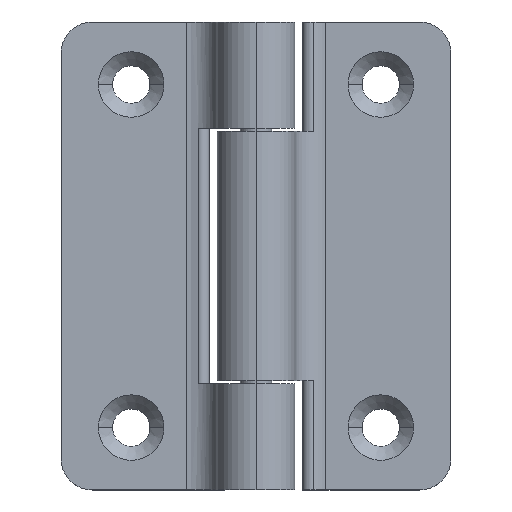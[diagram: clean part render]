
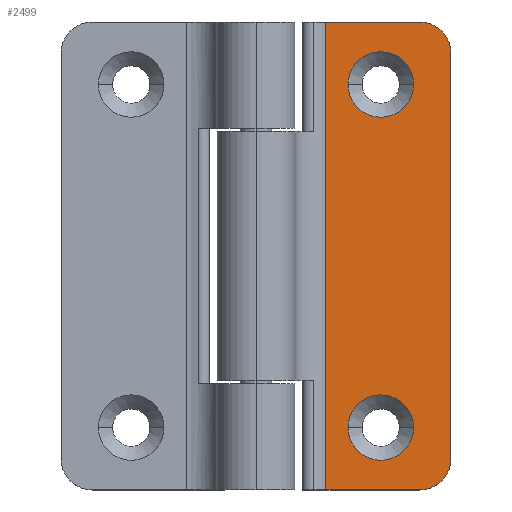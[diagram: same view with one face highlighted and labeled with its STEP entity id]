
A CAD part, top view. The second image highlights one B-rep face of the part: STEP entity #2499.
In plain terms, the highlighted planar face has unit normal (0, 0, 1).
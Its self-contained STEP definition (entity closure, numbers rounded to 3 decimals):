
#10 = DIRECTION ( 'NONE',  ( -1., 0., 0. ) ) ;
#18 = ORIENTED_EDGE ( 'NONE', *, *, #1965, .T. ) ;
#30 = EDGE_CURVE ( 'NONE', #330, #1405, #1789, .T. ) ;
#54 = CARTESIAN_POINT ( 'NONE',  ( 12.5, 2., -1.5 ) ) ;
#61 = DIRECTION ( 'NONE',  ( 0., 0., 1. ) ) ;
#96 = ORIENTED_EDGE ( 'NONE', *, *, #1747, .F. ) ;
#171 = EDGE_LOOP ( 'NONE', ( #1875, #746 ) ) ;
#270 = ORIENTED_EDGE ( 'NONE', *, *, #30, .F. ) ;
#292 = CARTESIAN_POINT ( 'NONE',  ( 4.472, 0., -1.5 ) ) ;
#296 = FACE_BOUND ( 'NONE', #171, .T. ) ;
#300 = CARTESIAN_POINT ( 'NONE',  ( 10.5, 0., -1.5 ) ) ;
#323 = VERTEX_POINT ( 'NONE', #1794 ) ;
#330 = VERTEX_POINT ( 'NONE', #843 ) ;
#364 = AXIS2_PLACEMENT_3D ( 'NONE', #2466, #708, #2459 ) ;
#413 = VERTEX_POINT ( 'NONE', #1068 ) ;
#437 = DIRECTION ( 'NONE',  ( 0., 0., 1. ) ) ;
#487 = EDGE_CURVE ( 'NONE', #323, #413, #1577, .T. ) ;
#510 = PLANE ( 'NONE',  #2076 ) ;
#528 = CIRCLE ( 'NONE', #2409, 2. ) ;
#554 = VECTOR ( 'NONE', #938, 1000. ) ;
#557 = VERTEX_POINT ( 'NONE', #1281 ) ;
#586 = CIRCLE ( 'NONE', #364, 2. ) ;
#601 = EDGE_LOOP ( 'NONE', ( #1412, #1614, #270, #1973, #2377, #18 ) ) ;
#614 = AXIS2_PLACEMENT_3D ( 'NONE', #1392, #61, #1780 ) ;
#708 = DIRECTION ( 'NONE',  ( 0., 0., 1. ) ) ;
#718 = ORIENTED_EDGE ( 'NONE', *, *, #740, .F. ) ;
#727 = VERTEX_POINT ( 'NONE', #292 ) ;
#740 = EDGE_CURVE ( 'NONE', #2247, #2414, #2266, .T. ) ;
#746 = ORIENTED_EDGE ( 'NONE', *, *, #487, .F. ) ;
#776 = AXIS2_PLACEMENT_3D ( 'NONE', #807, #2174, #997 ) ;
#807 = CARTESIAN_POINT ( 'NONE',  ( 8., 26., -1.5 ) ) ;
#828 = VERTEX_POINT ( 'NONE', #300 ) ;
#843 = CARTESIAN_POINT ( 'NONE',  ( 12.5, 28., -1.5 ) ) ;
#938 = DIRECTION ( 'NONE',  ( 1., 0., 0. ) ) ;
#983 = VECTOR ( 'NONE', #2245, 1000. ) ;
#997 = DIRECTION ( 'NONE',  ( 1., 0., 0. ) ) ;
#1018 = DIRECTION ( 'NONE',  ( 0., -1., 0. ) ) ;
#1068 = CARTESIAN_POINT ( 'NONE',  ( 10.1, 4., -1.5 ) ) ;
#1125 = AXIS2_PLACEMENT_3D ( 'NONE', #1591, #437, #1791 ) ;
#1151 = DIRECTION ( 'NONE',  ( 0., 0., 1. ) ) ;
#1178 = EDGE_CURVE ( 'NONE', #330, #557, #586, .T. ) ;
#1281 = CARTESIAN_POINT ( 'NONE',  ( 10.5, 30., -1.5 ) ) ;
#1286 = VECTOR ( 'NONE', #1018, 1000. ) ;
#1322 = EDGE_CURVE ( 'NONE', #2207, #557, #2119, .T. ) ;
#1392 = CARTESIAN_POINT ( 'NONE',  ( 8., 26., -1.5 ) ) ;
#1405 = VERTEX_POINT ( 'NONE', #54 ) ;
#1412 = ORIENTED_EDGE ( 'NONE', *, *, #1966, .T. ) ;
#1454 = CARTESIAN_POINT ( 'NONE',  ( 8., 4., -1.5 ) ) ;
#1462 = CARTESIAN_POINT ( 'NONE',  ( 4.472, 30., -1.5 ) ) ;
#1464 = CARTESIAN_POINT ( 'NONE',  ( 1., 0., -1.5 ) ) ;
#1471 = CARTESIAN_POINT ( 'NONE',  ( 1., 30., -1.5 ) ) ;
#1489 = EDGE_CURVE ( 'NONE', #828, #1405, #528, .T. ) ;
#1510 = LINE ( 'NONE', #1464, #2505 ) ;
#1577 = CIRCLE ( 'NONE', #1867, 2.1 ) ;
#1591 = CARTESIAN_POINT ( 'NONE',  ( 8., 4., -1.5 ) ) ;
#1592 = CIRCLE ( 'NONE', #776, 2.1 ) ;
#1614 = ORIENTED_EDGE ( 'NONE', *, *, #1489, .T. ) ;
#1657 = DIRECTION ( 'NONE',  ( 1., 0., 0. ) ) ;
#1670 = DIRECTION ( 'NONE',  ( 1., 0., 0. ) ) ;
#1682 = CARTESIAN_POINT ( 'NONE',  ( 1., 30., -1.5 ) ) ;
#1747 = EDGE_CURVE ( 'NONE', #2414, #2247, #1592, .T. ) ;
#1780 = DIRECTION ( 'NONE',  ( 1., 0., 0. ) ) ;
#1789 = LINE ( 'NONE', #2175, #1286 ) ;
#1791 = DIRECTION ( 'NONE',  ( 1., 0., 0. ) ) ;
#1794 = CARTESIAN_POINT ( 'NONE',  ( 5.9, 4., -1.5 ) ) ;
#1842 = FACE_OUTER_BOUND ( 'NONE', #601, .T. ) ;
#1867 = AXIS2_PLACEMENT_3D ( 'NONE', #1454, #1974, #1670 ) ;
#1870 = DIRECTION ( 'NONE',  ( -1., 0., 0. ) ) ;
#1875 = ORIENTED_EDGE ( 'NONE', *, *, #2048, .F. ) ;
#1965 = EDGE_CURVE ( 'NONE', #2207, #727, #2030, .T. ) ;
#1966 = EDGE_CURVE ( 'NONE', #727, #828, #1510, .T. ) ;
#1973 = ORIENTED_EDGE ( 'NONE', *, *, #1178, .T. ) ;
#1974 = DIRECTION ( 'NONE',  ( 0., 0., 1. ) ) ;
#2007 = EDGE_LOOP ( 'NONE', ( #718, #96 ) ) ;
#2030 = LINE ( 'NONE', #2252, #983 ) ;
#2048 = EDGE_CURVE ( 'NONE', #413, #323, #2436, .T. ) ;
#2055 = DIRECTION ( 'NONE',  ( 0., 0., -1. ) ) ;
#2076 = AXIS2_PLACEMENT_3D ( 'NONE', #1471, #2055, #1870 ) ;
#2119 = LINE ( 'NONE', #1682, #554 ) ;
#2174 = DIRECTION ( 'NONE',  ( 0., 0., 1. ) ) ;
#2175 = CARTESIAN_POINT ( 'NONE',  ( 12.5, 30., -1.5 ) ) ;
#2207 = VERTEX_POINT ( 'NONE', #1462 ) ;
#2244 = CARTESIAN_POINT ( 'NONE',  ( 5.9, 26., -1.5 ) ) ;
#2245 = DIRECTION ( 'NONE',  ( 0., -1., 0. ) ) ;
#2247 = VERTEX_POINT ( 'NONE', #2469 ) ;
#2252 = CARTESIAN_POINT ( 'NONE',  ( 4.472, 0., -1.5 ) ) ;
#2266 = CIRCLE ( 'NONE', #614, 2.1 ) ;
#2332 = CARTESIAN_POINT ( 'NONE',  ( 10.5, 2., -1.5 ) ) ;
#2377 = ORIENTED_EDGE ( 'NONE', *, *, #1322, .F. ) ;
#2409 = AXIS2_PLACEMENT_3D ( 'NONE', #2332, #1151, #10 ) ;
#2414 = VERTEX_POINT ( 'NONE', #2244 ) ;
#2434 = FACE_BOUND ( 'NONE', #2007, .T. ) ;
#2436 = CIRCLE ( 'NONE', #1125, 2.1 ) ;
#2459 = DIRECTION ( 'NONE',  ( -1., 0., 0. ) ) ;
#2466 = CARTESIAN_POINT ( 'NONE',  ( 10.5, 28., -1.5 ) ) ;
#2469 = CARTESIAN_POINT ( 'NONE',  ( 10.1, 26., -1.5 ) ) ;
#2499 = ADVANCED_FACE ( 'NONE', ( #2434, #296, #1842 ), #510, .F. ) ;
#2505 = VECTOR ( 'NONE', #1657, 1000. ) ;
